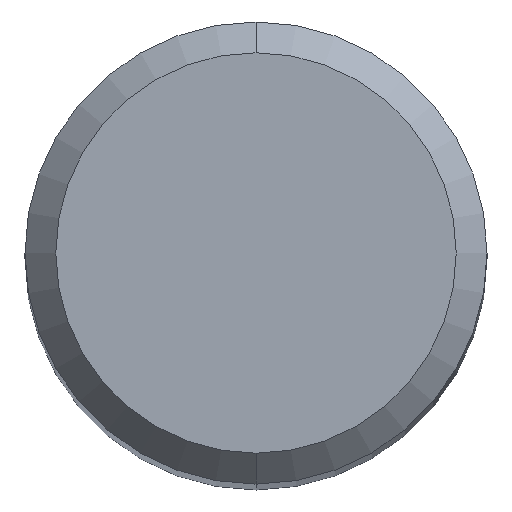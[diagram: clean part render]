
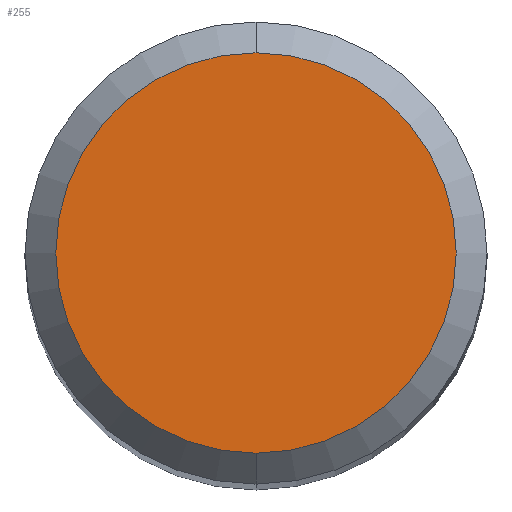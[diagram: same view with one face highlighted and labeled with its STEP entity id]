
A CAD part, top view. The second image highlights one B-rep face of the part: STEP entity #255.
In plain terms, the highlighted planar face has unit normal (0, 0, 1).
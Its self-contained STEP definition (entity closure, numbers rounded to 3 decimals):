
#247=EDGE_CURVE('',#301,#463,#562,.T.);
#255=ADVANCED_FACE('',(#571),#572,.T.);
#293=EDGE_CURVE('',#463,#301,#614,.T.);
#301=VERTEX_POINT('',#623);
#463=VERTEX_POINT('',#800);
#562=CIRCLE('',#984,2.6);
#571=FACE_OUTER_BOUND('',#993,.T.);
#572=PLANE('',#994);
#614=CIRCLE('',#1045,2.6);
#623=CARTESIAN_POINT('',(0.,-2.6,0.0));
#800=CARTESIAN_POINT('',(0.0,2.6,0.0));
#984=AXIS2_PLACEMENT_3D('',#1542,#1543,#1544);
#993=EDGE_LOOP('',(#1554,#1555));
#994=AXIS2_PLACEMENT_3D('',#1556,#1557,#1558);
#1045=AXIS2_PLACEMENT_3D('',#1597,#1598,#1599);
#1542=CARTESIAN_POINT('',(0.0,0.0,0.0));
#1543=DIRECTION('',(0.0,0.0,-1.0));
#1544=DIRECTION('',(0.0,1.0,0.0));
#1554=ORIENTED_EDGE('',*,*,#293,.F.);
#1555=ORIENTED_EDGE('',*,*,#247,.F.);
#1556=CARTESIAN_POINT('',(0.0,1.3,0.0));
#1557=DIRECTION('',(-0.0,0.0,1.0));
#1558=DIRECTION('',(0.0,-1.0,0.0));
#1597=CARTESIAN_POINT('',(0.0,0.0,0.0));
#1598=DIRECTION('',(0.0,0.0,-1.0));
#1599=DIRECTION('',(0.0,1.0,0.0));
